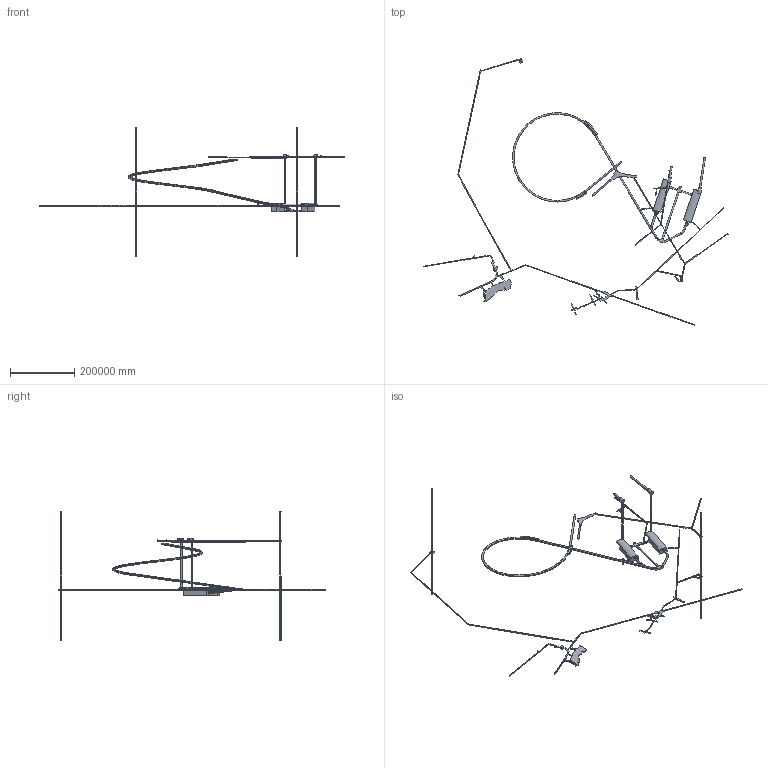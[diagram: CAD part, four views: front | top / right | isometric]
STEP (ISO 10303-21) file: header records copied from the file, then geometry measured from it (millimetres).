
FILE_DESCRIPTION(('CoCreate Modeling STEP Export'),'2;1');
FILE_NAME('300L-800L-LArTPCAssy-24Sep10.stp','2010-10-11T12:54:57',(''),(''),'CoCreate Modeling STEP processor for AP214 (Solid Model)','CoCreate Modeling 16.00A 16-Aug-2008 (C) Parametric Technology GmbH','');
FILE_SCHEMA(('AUTOMOTIVE_DESIGN { 1 0 10303 214 1 1 1 1 }'));
Length unit declared in the file: millimetre
Products named in the file (65): Cavern-Lower; CavernEndExpansion; Cavern-Upper; EmergencyEgress; DriftEnt-5x5.5x5.2; DriftEnt-5x5.5x5; DriftEnt-5x5.5x5.1; AOR1; Drift-5x5.5x18; Drift-EmergEgress-C30R20.1; Drift-EmergEgress3; DriftEnt-5x5.5x5.3; Shaft-EmergEgress; RampJunction2; Drift-5x5.5x40; UtilityShaftAccessChamber.1; UtilityShaft1.1; Drift-5x5.5x33.1; LArCavernAssy-21Sep10.1; Drift-5x5.5-C43R20; RampJunction1; Drift5x5.5x139; HelicalDrift-5x5.5-C278R137a; HelicalDriftAssy; Drift-5x5.5x10; Drift-5x5.5x52; Drift-5x5.5x2; Drift-5x5.5x154; Drift-5x5.5x380; SumpArea2; Sump.1; Sump; SumpAssy; Drift-5x5.5x33; Drift-PassingNiche1; Drift-PassingNicheAOR1; AccessDriftAssy; 300L-Existing1; 300L-Existing2; 300L-Surface ...
Assembly tree (64 placements, depth 5):
  300L-800L-LArTPCAssy-24Sep10.1
    800L-Plan
      YatesShaft.1
      RossShaft
      YatesShaft
      800L-Existing
    LArCavernAssy-21Sep10
      UtilityShaftAccessDrift
      UtilityShaftAccessChamber
      UtilityShaft1
      Drift-EmergEgress2
      Drift-EmergEgress-C30R20
      AOR1
      DriftEnt-5x5.5x5.1
      DriftEnt-5x5.5x5
      Drift-EmergEgress1
      DriftEnt-5x5.5x5.2
      Cavern-Upper
      CavernEndExpansion
      Cavern-Lower
    300L-Plan
      ExistingDrifts-RossShaft
        RossShaftAssy.1
          RossShaft1a
        SavageTunnel
        300L-Surface
        300L-Existing2
        300L-Existing1
    AccessDriftAssy
      Drift-PassingNicheAOR1
      Drift-PassingNiche1
      Drift-5x5.5x33
      SumpAssy
        Sump
        Sump.1
        SumpArea2
      Drift-5x5.5x380
      Drift-5x5.5x154
      Drift-5x5.5x2
      Drift-5x5.5x52
      Drift-5x5.5x10
      HelicalDriftAssy
        HelicalDrift-5x5.5-C278R137a
      Drift5x5.5x139
      RampJunction1
      Drift-5x5.5-C43R20
    LArCavernAssy-21Sep10.1
      Drift-5x5.5x33.1
      UtilityShaft1.1
      UtilityShaftAccessChamber.1
      Drift-5x5.5x40
      RampJunction2
      Shaft-EmergEgress
      DriftEnt-5x5.5x5.3
      Drift-EmergEgress3
      Drift-EmergEgress-C30R20.1
      Drift-5x5.5x18
      AOR1
      DriftEnt-5x5.5x5.1
      DriftEnt-5x5.5x5
Bounding box: 950708.21 x 833333.25 x 400000 mm (x, y, z)
Volume: 187273409588704.5 mm3; surface area: 126566784840.2 mm2
Topology: 55 solids, 55 shells, 680 faces, 1710 edges, 1140 vertices
Faces by surface type: plane 603, cylinder 64, bspline 10, torus 3
Entity records: 22256 total; most frequent: CARTESIAN_POINT 4121, ORIENTED_EDGE 3420, DIRECTION 3232, EDGE_CURVE 1710, VECTOR 1562, LINE 1562, VERTEX_POINT 1140, AXIS2_PLACEMENT_3D 835
